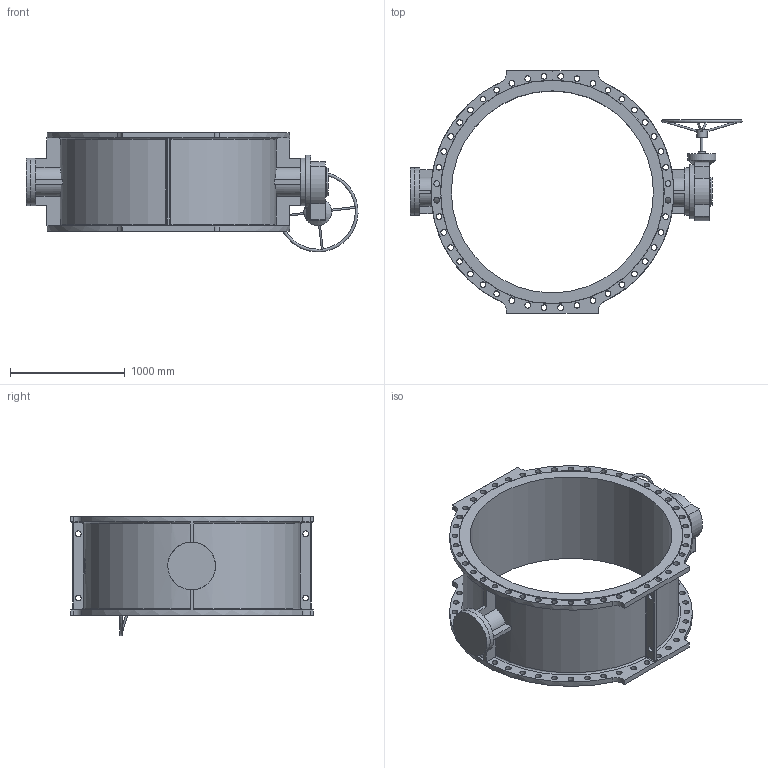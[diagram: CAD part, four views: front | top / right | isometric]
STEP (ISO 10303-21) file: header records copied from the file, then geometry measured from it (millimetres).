
FILE_DESCRIPTION (( 'STEP AP203' ), '1' );
FILE_NAME ('O_756_1_DN1800_0XXXXXX_AA0.step', '2018-04-13T05:56:06', ( 'Windows User' ), ( 'AVK' ), 'SwSTEP 2.0', 'SolidWorks 2012', '' );
FILE_SCHEMA (( 'CONFIG_CONTROL_DESIGN' ));
Length unit declared in the file: millimetre
Products named in the file (1): O_756_1_DN1800_0XXXXXX_AA0
Bounding box: 2891.71 x 2115 x 1044.99 mm (x, y, z)
Volume: 459580339.6 mm3; surface area: 16472577.1 mm2
Topology: 1 solids, 1 shells, 352 faces, 1065 edges, 727 vertices
Faces by surface type: cylinder 166, plane 104, bspline 62, torus 19, cone 1
Full cylindrical faces by diameter (mm): 16 x4, 20 x1, 50 x92, 60 x1, 90 x1, 240 x1, 243.476 x1, 250 x1, 415 x3, 470 x1, 1760 x1, 1950 x2
Entity records: 14681 total; most frequent: CARTESIAN_POINT 6069, ORIENTED_EDGE 1700, DIRECTION 1558, EDGE_CURVE 850, EDGE_LOOP 670, AXIS2_PLACEMENT_3D 645, VERTEX_POINT 626, FACE_OUTER_BOUND 462
